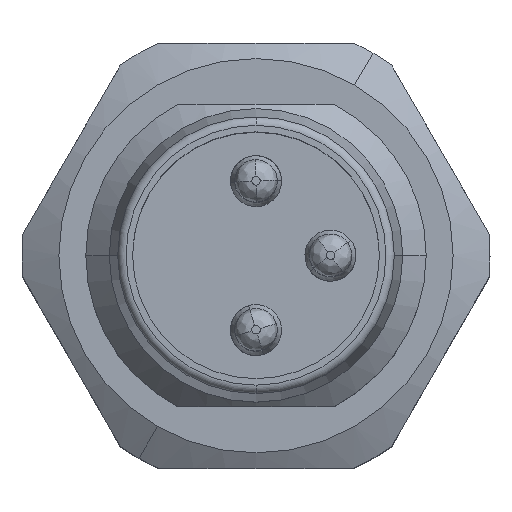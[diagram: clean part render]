
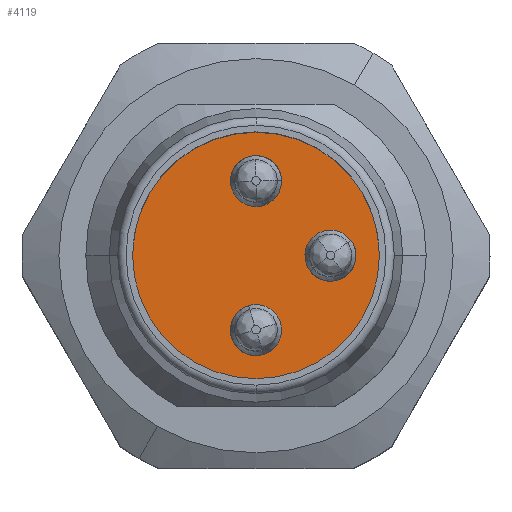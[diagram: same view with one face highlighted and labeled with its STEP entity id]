
A CAD part, top view. The second image highlights one B-rep face of the part: STEP entity #4119.
In plain terms, the highlighted planar face has unit normal (0, 0, 1).
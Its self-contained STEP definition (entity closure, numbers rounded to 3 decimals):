
#348=AXIS2_PLACEMENT_3D('Plane Axis2P3D',#345,#346,#347) ;
#3512=AXIS2_PLACEMENT_3D('Circle Axis2P3D',#3510,#3511,$) ;
#3543=AXIS2_PLACEMENT_3D('Circle Axis2P3D',#3541,#3542,$) ;
#345=CARTESIAN_POINT('Axis2P3D Location',(5.5,3.563,15.)) ;
#3510=CARTESIAN_POINT('Axis2P3D Location',(5.5,5.,15.)) ;
#3514=CARTESIAN_POINT('Vertex',(2.6,5.,15.)) ;
#3516=CARTESIAN_POINT('Vertex',(8.4,5.,15.)) ;
#3541=CARTESIAN_POINT('Axis2P3D Location',(5.5,5.,15.)) ;
#346=DIRECTION('Axis2P3D Direction',(0.,0.,1.)) ;
#347=DIRECTION('Axis2P3D XDirection',(-1.,0.,0.)) ;
#3511=DIRECTION('Axis2P3D Direction',(0.,0.,1.)) ;
#3542=DIRECTION('Axis2P3D Direction',(0.,0.,1.)) ;
#4116=ORIENTED_EDGE('',*,*,#3518,.F.) ;
#4117=ORIENTED_EDGE('',*,*,#3545,.F.) ;
#4119=ADVANCED_FACE('Hauptkoerper',(#4118),#349,.T.) ;
#3513=CIRCLE('generated circle',#3512,2.9) ;
#3544=CIRCLE('generated circle',#3543,2.9) ;
#3518=EDGE_CURVE('',#3515,#3517,#3513,.F.) ;
#3545=EDGE_CURVE('',#3517,#3515,#3544,.F.) ;
#4115=EDGE_LOOP('',(#4116,#4117)) ;
#4118=FACE_OUTER_BOUND('',#4115,.T.) ;
#349=PLANE('',#348) ;
#3515=VERTEX_POINT('',#3514) ;
#3517=VERTEX_POINT('',#3516) ;
